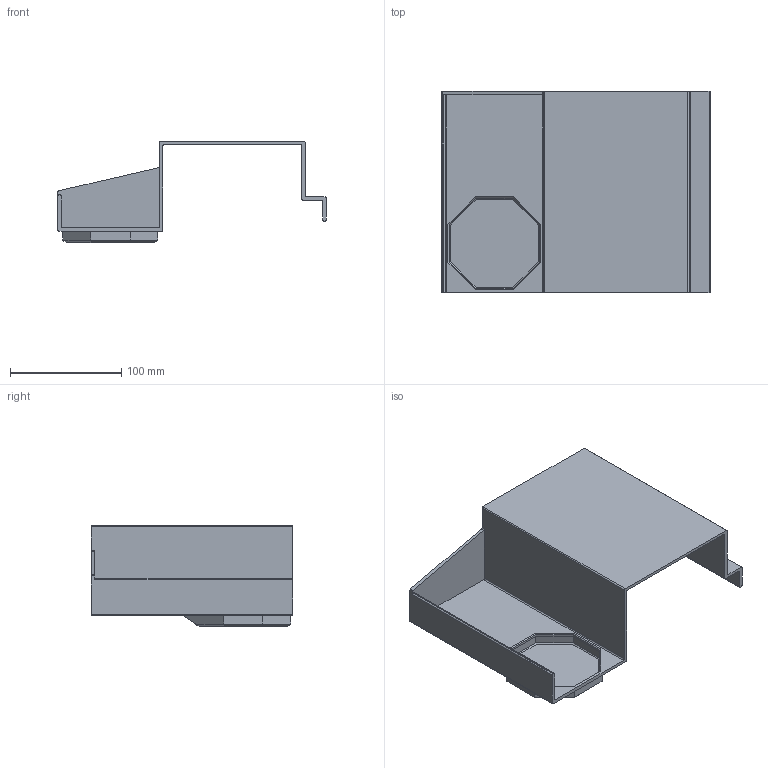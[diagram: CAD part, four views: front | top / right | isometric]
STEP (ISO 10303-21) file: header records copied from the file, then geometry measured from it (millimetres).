
FILE_DESCRIPTION(('FreeCAD Model'),'2;1');
FILE_NAME('Open CASCADE Shape Model','2024-11-05T23:04:53',(''),(''), 'Open CASCADE STEP processor 7.7','FreeCAD','Unknown');
FILE_SCHEMA(('AUTOMOTIVE_DESIGN { 1 0 10303 214 1 1 1 1 }'));
Length unit declared in the file: millimetre
Products named in the file (1): Body
Bounding box: 241.7 x 181 x 91.2 mm (x, y, z)
Volume: 240696.5 mm3; surface area: 166478.7 mm2
Topology: 1 solids, 1 shells, 97 faces, 243 edges, 150 vertices
Faces by surface type: plane 79, cylinder 18
Entity records: 2849 total; most frequent: CARTESIAN_POINT 491, ORIENTED_EDGE 486, DIRECTION 475, EDGE_CURVE 243, LINE 207, VECTOR 207, VERTEX_POINT 150, AXIS2_PLACEMENT_3D 134
